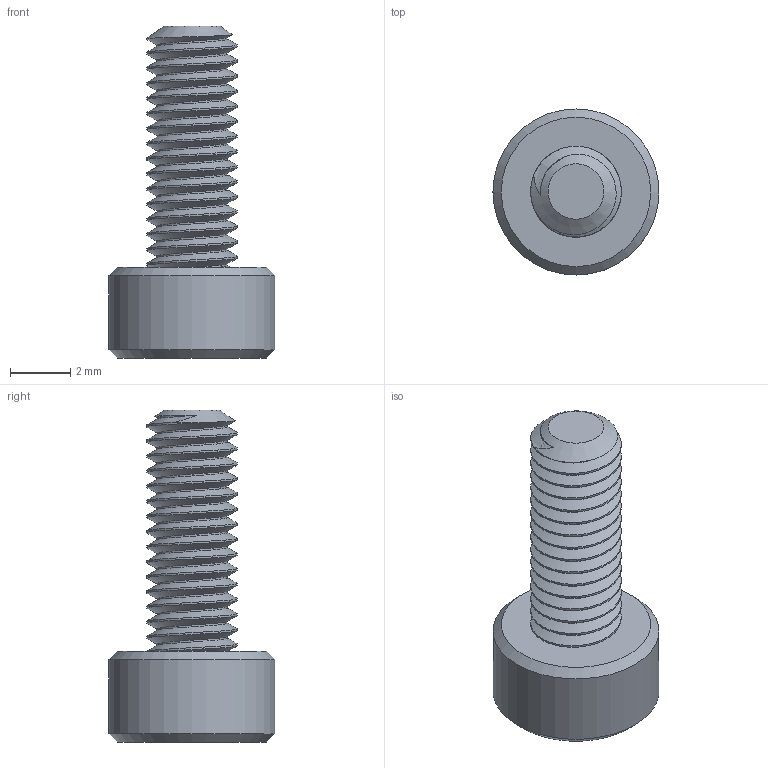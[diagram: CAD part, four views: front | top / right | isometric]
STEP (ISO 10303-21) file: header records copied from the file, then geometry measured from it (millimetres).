
FILE_DESCRIPTION(/* description */ ('','CAx-IF Rec.Pracs.---Representation and Presentation of Product Manufacturing Information (PMI)---4.0---2014-10-13'),/* implementation_level */ '2;1');
FILE_NAME(/* name */ 'OSSM - Actuator_End Effector - 24mm Thread_Hardware - End Effector - 24mm Thread_M3 x 8 Cap Head Screw_step.stp',/* time_stamp */ '2025-02-27T09:06:40-05:00',/* author */ (''),/* organization */ (''),/* preprocessor_version */ 'ST-DEVELOPER v20',/* originating_system */ 'Autodesk Translation Framework v13.20.0.188',/* authorisation */ '');
FILE_SCHEMA (('AP242_MANAGED_MODEL_BASED_3D_ENGINEERING_MIM_LF { 1 0 10303 442 1 1 4 }'));
Length unit declared in the file: millimetre
Products named in the file (1): 91292A112_18-8 Stainless Steel Socket Head Screw
Bounding box: 5.5 x 5.5 x 11 mm (x, y, z)
Volume: 104.6 mm3; surface area: 223.3 mm2
Topology: 1 solids, 1 shells, 56 faces, 143 edges, 91 vertices
Faces by surface type: cylinder 35, plane 10, cone 9, bspline 2
Full cylindrical faces by diameter (mm): 2.35 x15, 3 x15, 5.5 x1
Entity records: 4709 total; most frequent: CARTESIAN_POINT 3477, ORIENTED_EDGE 286, DIRECTION 192, EDGE_CURVE 143, VERTEX_POINT 91, B_SPLINE_CURVE_WITH_KNOTS 72, AXIS2_PLACEMENT_3D 72, EDGE_LOOP 58
